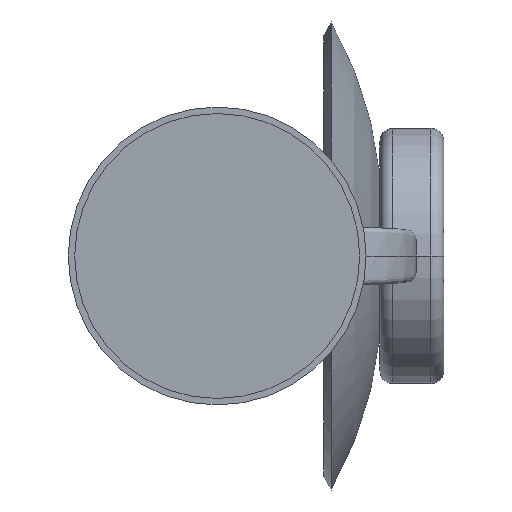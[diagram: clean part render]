
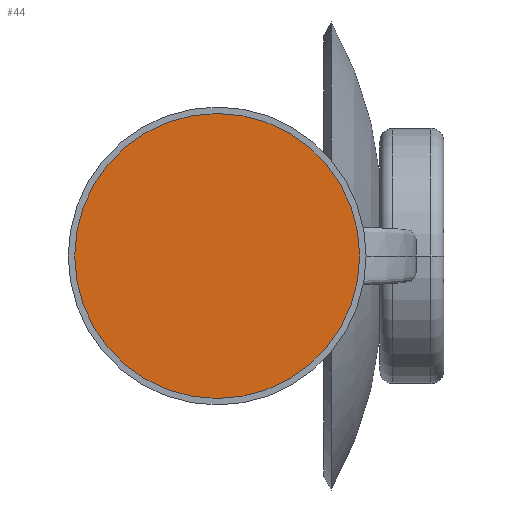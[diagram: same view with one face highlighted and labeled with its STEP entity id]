
A CAD part, left-side view. The second image highlights one B-rep face of the part: STEP entity #44.
In plain terms, the highlighted planar face has unit normal (-1, 0, 0).
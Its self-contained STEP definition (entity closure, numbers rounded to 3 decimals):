
#44 = ADVANCED_FACE ( 'NONE', ( #881 ), #2110, .F. ) ;
#95 = EDGE_LOOP ( 'NONE', ( #296, #313 ) ) ;
#111 = VERTEX_POINT ( 'NONE', #1738 ) ;
#168 = VERTEX_POINT ( 'NONE', #1667 ) ;
#296 = ORIENTED_EDGE ( 'NONE', *, *, #1370, .T. ) ;
#313 = ORIENTED_EDGE ( 'NONE', *, *, #1390, .T. ) ;
#763 = CIRCLE ( 'NONE', #1415, 33.5 ) ;
#865 = CIRCLE ( 'NONE', #1437, 33.5 ) ;
#881 = FACE_OUTER_BOUND ( 'NONE', #95, .T. ) ;
#1122 = AXIS2_PLACEMENT_3D ( 'NONE', #2132, #2104, #1715 ) ;
#1370 = EDGE_CURVE ( 'NONE', #111, #168, #865, .T. ) ;
#1390 = EDGE_CURVE ( 'NONE', #168, #111, #763, .T. ) ;
#1415 = AXIS2_PLACEMENT_3D ( 'NONE', #2827, #3239, #3187 ) ;
#1437 = AXIS2_PLACEMENT_3D ( 'NONE', #2987, #2867, #2954 ) ;
#1667 = CARTESIAN_POINT ( 'NONE',  ( -1.5, 0., 33.5 ) ) ;
#1715 = DIRECTION ( 'NONE',  ( 0., 0., -1. ) ) ;
#1738 = CARTESIAN_POINT ( 'NONE',  ( -1.5, 0., -33.5 ) ) ;
#2104 = DIRECTION ( 'NONE',  ( 1., 0., 0. ) ) ;
#2110 = PLANE ( 'NONE',  #1122 ) ;
#2132 = CARTESIAN_POINT ( 'NONE',  ( -1.5, 0., -16.5 ) ) ;
#2827 = CARTESIAN_POINT ( 'NONE',  ( -1.5, 0., 0. ) ) ;
#2867 = DIRECTION ( 'NONE',  ( -1., 0., 0. ) ) ;
#2954 = DIRECTION ( 'NONE',  ( 0., 0., -1. ) ) ;
#2987 = CARTESIAN_POINT ( 'NONE',  ( -1.5, 0., 0. ) ) ;
#3187 = DIRECTION ( 'NONE',  ( 0., 0., -1. ) ) ;
#3239 = DIRECTION ( 'NONE',  ( -1., 0., 0. ) ) ;
